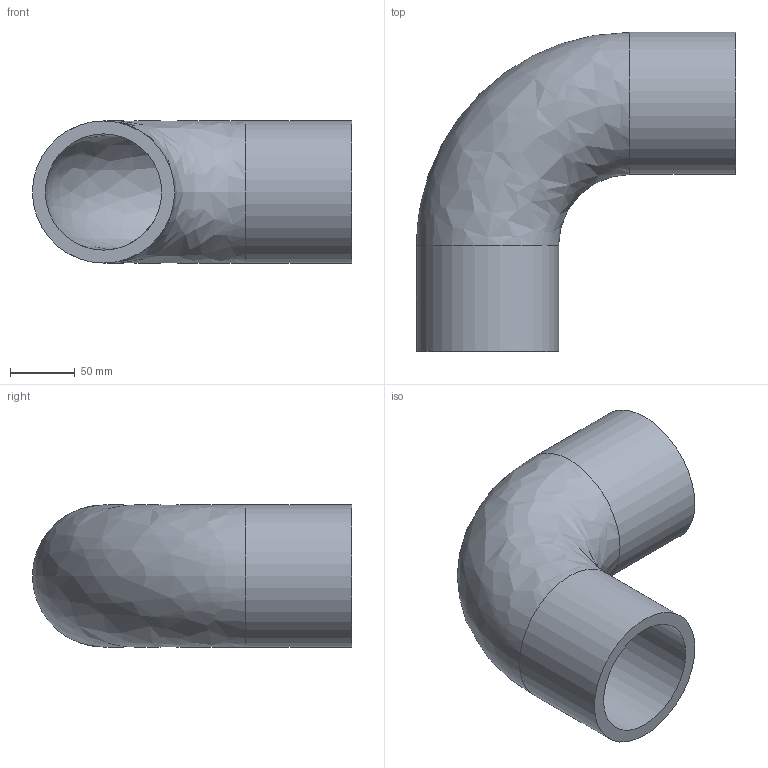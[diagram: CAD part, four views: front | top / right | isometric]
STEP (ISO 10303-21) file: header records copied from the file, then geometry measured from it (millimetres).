
FILE_DESCRIPTION (( 'STEP AP203' ), '1' );
FILE_NAME ('581243040.STEP', '2015-12-04T19:40:51', ( '' ), ( '' ), 'SwSTEP 2.0', 'SolidWorks 2015', '' );
FILE_SCHEMA (( 'CONFIG_CONTROL_DESIGN' ));
Length unit declared in the file: inch
Products named in the file (1): 581243040
Bounding box: 247 x 247 x 110 mm (x, y, z)
Volume: 1069884.1 mm3; surface area: 217976.9 mm2
Topology: 1 solids, 1 shells, 8 faces, 17 edges, 11 vertices
Faces by surface type: cylinder 4, bspline 2, plane 2
Full cylindrical faces by diameter (mm): 90 x2, 110 x2
Entity records: 293 total; most frequent: CARTESIAN_POINT 79, DIRECTION 30, ORIENTED_EDGE 16, EDGE_LOOP 16, AXIS2_PLACEMENT_3D 15, FACE_OUTER_BOUND 14, PERSON_AND_ORGANIZATION 8, VERTEX_POINT 8
